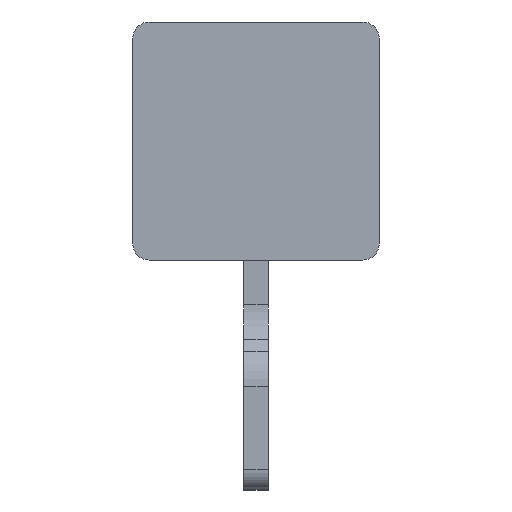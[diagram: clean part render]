
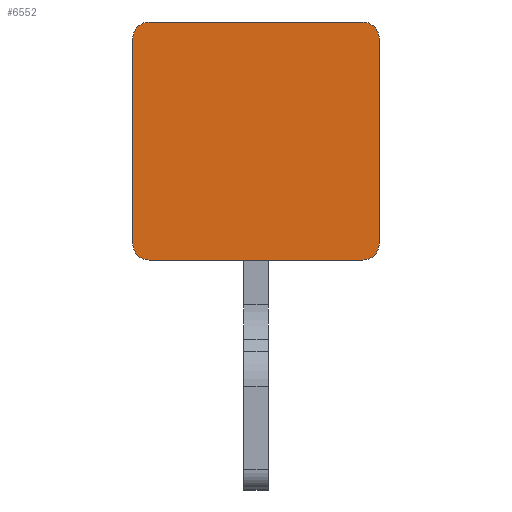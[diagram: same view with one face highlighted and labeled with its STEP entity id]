
A CAD part, left-side view. The second image highlights one B-rep face of the part: STEP entity #6552.
In plain terms, the highlighted planar face has unit normal (-1, 0, 0).
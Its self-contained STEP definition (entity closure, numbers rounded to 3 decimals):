
#6493=AXIS2_PLACEMENT_3D('Plane Axis2P3D',#6490,#6491,#6492) ;
#6497=AXIS2_PLACEMENT_3D('Circle Axis2P3D',#6495,#6496,$) ;
#6511=AXIS2_PLACEMENT_3D('Circle Axis2P3D',#6509,#6510,$) ;
#6525=AXIS2_PLACEMENT_3D('Circle Axis2P3D',#6523,#6524,$) ;
#6539=AXIS2_PLACEMENT_3D('Circle Axis2P3D',#6537,#6538,$) ;
#6311=CARTESIAN_POINT('Line Origine',(0.,7.5,14.)) ;
#6315=CARTESIAN_POINT('Vertex',(0.,1.,14.)) ;
#6317=CARTESIAN_POINT('Vertex',(0.,14.,14.)) ;
#6490=CARTESIAN_POINT('Axis2P3D Location',(0.,0.,0.)) ;
#6495=CARTESIAN_POINT('Axis2P3D Location',(0.,1.,15.)) ;
#6499=CARTESIAN_POINT('Vertex',(0.,0.,15.)) ;
#6502=CARTESIAN_POINT('Line Origine',(0.,0.,21.25)) ;
#6506=CARTESIAN_POINT('Vertex',(0.,0.,27.5)) ;
#6509=CARTESIAN_POINT('Axis2P3D Location',(0.,1.,27.5)) ;
#6513=CARTESIAN_POINT('Vertex',(0.,1.,28.5)) ;
#6516=CARTESIAN_POINT('Line Origine',(0.,7.5,28.5)) ;
#6520=CARTESIAN_POINT('Vertex',(0.,14.,28.5)) ;
#6523=CARTESIAN_POINT('Axis2P3D Location',(0.,14.,27.5)) ;
#6527=CARTESIAN_POINT('Vertex',(0.,15.,27.5)) ;
#6530=CARTESIAN_POINT('Line Origine',(0.,15.,21.25)) ;
#6534=CARTESIAN_POINT('Vertex',(0.,15.,15.)) ;
#6537=CARTESIAN_POINT('Axis2P3D Location',(0.,14.,15.)) ;
#6312=DIRECTION('Vector Direction',(0.,1.,0.)) ;
#6491=DIRECTION('Axis2P3D Direction',(1.,0.,0.)) ;
#6492=DIRECTION('Axis2P3D XDirection',(0.,1.,0.)) ;
#6496=DIRECTION('Axis2P3D Direction',(1.,0.,0.)) ;
#6503=DIRECTION('Vector Direction',(0.,0.,-1.)) ;
#6510=DIRECTION('Axis2P3D Direction',(1.,0.,0.)) ;
#6517=DIRECTION('Vector Direction',(0.,-1.,0.)) ;
#6524=DIRECTION('Axis2P3D Direction',(1.,0.,0.)) ;
#6531=DIRECTION('Vector Direction',(0.,0.,1.)) ;
#6538=DIRECTION('Axis2P3D Direction',(1.,0.,0.)) ;
#6313=VECTOR('Line Direction',#6312,1.) ;
#6504=VECTOR('Line Direction',#6503,1.) ;
#6518=VECTOR('Line Direction',#6517,1.) ;
#6532=VECTOR('Line Direction',#6531,1.) ;
#6543=ORIENTED_EDGE('',*,*,#6501,.F.) ;
#6544=ORIENTED_EDGE('',*,*,#6508,.F.) ;
#6545=ORIENTED_EDGE('',*,*,#6515,.F.) ;
#6546=ORIENTED_EDGE('',*,*,#6522,.F.) ;
#6547=ORIENTED_EDGE('',*,*,#6529,.F.) ;
#6548=ORIENTED_EDGE('',*,*,#6536,.F.) ;
#6549=ORIENTED_EDGE('',*,*,#6541,.F.) ;
#6550=ORIENTED_EDGE('',*,*,#6319,.F.) ;
#6552=ADVANCED_FACE('Koerper.2',(#6551),#6494,.F.) ;
#6498=CIRCLE('generated circle',#6497,1.) ;
#6512=CIRCLE('generated circle',#6511,1.) ;
#6526=CIRCLE('generated circle',#6525,1.) ;
#6540=CIRCLE('generated circle',#6539,1.) ;
#6319=EDGE_CURVE('',#6316,#6318,#6314,.T.) ;
#6501=EDGE_CURVE('',#6500,#6316,#6498,.T.) ;
#6508=EDGE_CURVE('',#6507,#6500,#6505,.T.) ;
#6515=EDGE_CURVE('',#6514,#6507,#6512,.T.) ;
#6522=EDGE_CURVE('',#6521,#6514,#6519,.T.) ;
#6529=EDGE_CURVE('',#6528,#6521,#6526,.T.) ;
#6536=EDGE_CURVE('',#6535,#6528,#6533,.T.) ;
#6541=EDGE_CURVE('',#6318,#6535,#6540,.T.) ;
#6542=EDGE_LOOP('',(#6543,#6544,#6545,#6546,#6547,#6548,#6549,#6550)) ;
#6551=FACE_OUTER_BOUND('',#6542,.T.) ;
#6314=LINE('Line',#6311,#6313) ;
#6505=LINE('Line',#6502,#6504) ;
#6519=LINE('Line',#6516,#6518) ;
#6533=LINE('Line',#6530,#6532) ;
#6494=PLANE('',#6493) ;
#6316=VERTEX_POINT('',#6315) ;
#6318=VERTEX_POINT('',#6317) ;
#6500=VERTEX_POINT('',#6499) ;
#6507=VERTEX_POINT('',#6506) ;
#6514=VERTEX_POINT('',#6513) ;
#6521=VERTEX_POINT('',#6520) ;
#6528=VERTEX_POINT('',#6527) ;
#6535=VERTEX_POINT('',#6534) ;
